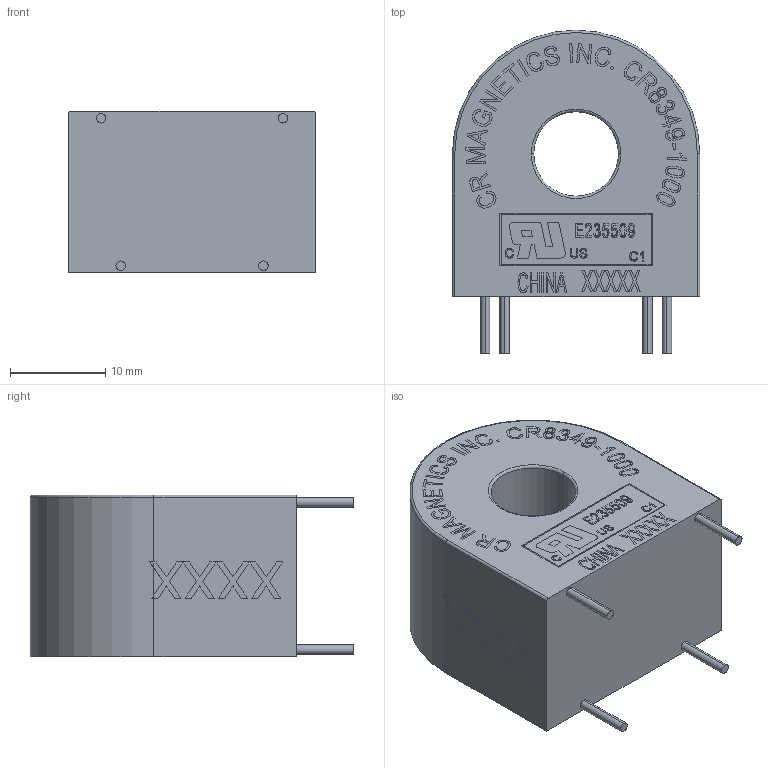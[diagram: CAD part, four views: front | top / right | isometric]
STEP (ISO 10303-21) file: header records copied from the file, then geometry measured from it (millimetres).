
FILE_DESCRIPTION (( 'STEP AP203' ), '1' );
FILE_NAME ('CR8349-1000.STEP', '2023-08-07T14:33:14', ( '' ), ( '' ), 'SwSTEP 2.0', 'SolidWorks 2022', '' );
FILE_SCHEMA (( 'CONFIG_CONTROL_DESIGN' ));
Length unit declared in the file: millimetre
Products named in the file (1): CR8349-1000
Bounding box: 26.02 x 34 x 17 mm (x, y, z)
Volume: 9839.4 mm3; surface area: 3423.7 mm2
Topology: 1 solids, 1 shells, 774 faces, 2077 edges, 1380 vertices
Faces by surface type: plane 457, bspline 286, cylinder 25, torus 6
Entity records: 39742 total; most frequent: CARTESIAN_POINT 22196, ORIENTED_EDGE 4154, DIRECTION 2537, EDGE_CURVE 2077, LINE 1447, VECTOR 1447, VERTEX_POINT 1380, EDGE_LOOP 851
